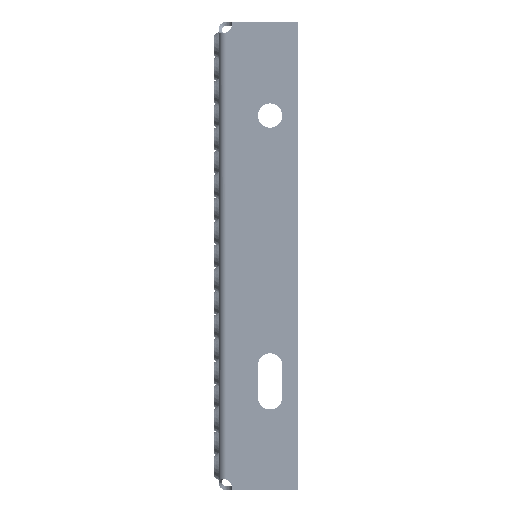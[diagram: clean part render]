
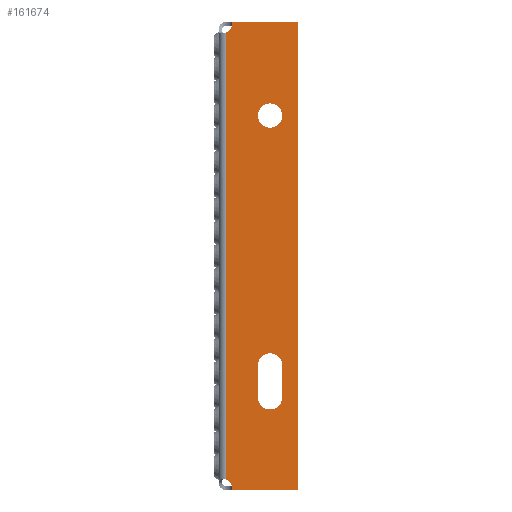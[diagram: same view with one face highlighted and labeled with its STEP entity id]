
A CAD part, left-side view. The second image highlights one B-rep face of the part: STEP entity #161674.
In plain terms, the highlighted planar face has unit normal (-1, 0, 0).
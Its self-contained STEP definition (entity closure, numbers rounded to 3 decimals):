
#1033 = DIRECTION ( 'NONE',  ( 0., -1., 0. ) ) ;
#2986 = CARTESIAN_POINT ( 'NONE',  ( -300., -42.498, 125. ) ) ;
#4633 = CARTESIAN_POINT ( 'NONE',  ( -300., -2.288, -124. ) ) ;
#4778 = EDGE_CURVE ( 'NONE', #25370, #111666, #135448, .T. ) ;
#5461 = CARTESIAN_POINT ( 'NONE',  ( -300., -4., 119.302 ) ) ;
#5570 = VERTEX_POINT ( 'NONE', #29466 ) ;
#7996 = CARTESIAN_POINT ( 'NONE',  ( -300., -7.187, 125. ) ) ;
#9142 = CIRCLE ( 'NONE', #153676, 6.5 ) ;
#11817 = FACE_BOUND ( 'NONE', #111342, .T. ) ;
#12601 = VERTEX_POINT ( 'NONE', #162159 ) ;
#13804 = CARTESIAN_POINT ( 'NONE',  ( -300., -27.498, -75.5 ) ) ;
#14010 = CARTESIAN_POINT ( 'NONE',  ( -300., -20.998, -75.5 ) ) ;
#14349 = AXIS2_PLACEMENT_3D ( 'NONE', #13804, #104817, #26924 ) ;
#15564 = CIRCLE ( 'NONE', #82456, 6.5 ) ;
#15882 = FACE_BOUND ( 'NONE', #60149, .T. ) ;
#16096 = DIRECTION ( 'NONE',  ( 0., 1., 0. ) ) ;
#17738 = PLANE ( 'NONE',  #40631 ) ;
#24384 = EDGE_CURVE ( 'NONE', #38788, #25370, #28674, .T. ) ;
#25370 = VERTEX_POINT ( 'NONE', #116215 ) ;
#25578 = CARTESIAN_POINT ( 'NONE',  ( -300., -7.187, -125. ) ) ;
#26924 = DIRECTION ( 'NONE',  ( 0., -1., 0. ) ) ;
#27898 = ORIENTED_EDGE ( 'NONE', *, *, #82744, .F. ) ;
#28674 = LINE ( 'NONE', #130802, #59203 ) ;
#29241 = EDGE_CURVE ( 'NONE', #42783, #159899, #162343, .T. ) ;
#29466 = CARTESIAN_POINT ( 'NONE',  ( -300., -33.998, 75. ) ) ;
#34011 = DIRECTION ( 'NONE',  ( 0., 0., 1. ) ) ;
#38788 = VERTEX_POINT ( 'NONE', #25578 ) ;
#40631 = AXIS2_PLACEMENT_3D ( 'NONE', #4633, #134977, #56990 ) ;
#41809 = ORIENTED_EDGE ( 'NONE', *, *, #143567, .F. ) ;
#42783 = VERTEX_POINT ( 'NONE', #70565 ) ;
#42838 = ORIENTED_EDGE ( 'NONE', *, *, #4778, .T. ) ;
#45642 = VECTOR ( 'NONE', #66243, 1000. ) ;
#46046 = DIRECTION ( 'NONE',  ( -1., 0., 0. ) ) ;
#48028 = VECTOR ( 'NONE', #16096, 1000. ) ;
#52425 = CARTESIAN_POINT ( 'NONE',  ( -300., -27.498, -58.5 ) ) ;
#54075 = DIRECTION ( 'NONE',  ( 1., 0., 0. ) ) ;
#56206 = ORIENTED_EDGE ( 'NONE', *, *, #163639, .T. ) ;
#56990 = DIRECTION ( 'NONE',  ( 0., 0., 1. ) ) ;
#59203 = VECTOR ( 'NONE', #1033, 1000. ) ;
#60149 = EDGE_LOOP ( 'NONE', ( #120177, #154542, #128211, #117442 ) ) ;
#60227 = DIRECTION ( 'NONE',  ( 0., 0., 1. ) ) ;
#60291 = CARTESIAN_POINT ( 'NONE',  ( -300., -33.998, -58.5 ) ) ;
#61949 = VECTOR ( 'NONE', #60227, 1000. ) ;
#63890 = EDGE_CURVE ( 'NONE', #159899, #161082, #127567, .T. ) ;
#64183 = CIRCLE ( 'NONE', #156894, 5. ) ;
#65342 = EDGE_CURVE ( 'NONE', #12601, #124758, #127074, .T. ) ;
#65481 = DIRECTION ( 'NONE',  ( 0., -1., 0. ) ) ;
#65492 = DIRECTION ( 'NONE',  ( 1., 0., 0. ) ) ;
#66243 = DIRECTION ( 'NONE',  ( 0., 0., -1. ) ) ;
#69960 = DIRECTION ( 'NONE',  ( -1., 0., 0. ) ) ;
#70565 = CARTESIAN_POINT ( 'NONE',  ( -300., -33.998, -75.5 ) ) ;
#70942 = CARTESIAN_POINT ( 'NONE',  ( -300., -33.998, -124. ) ) ;
#72633 = CARTESIAN_POINT ( 'NONE',  ( -300., -42.498, -125. ) ) ;
#75081 = EDGE_CURVE ( 'NONE', #149481, #42783, #105186, .T. ) ;
#75855 = ORIENTED_EDGE ( 'NONE', *, *, #143377, .T. ) ;
#77642 = ORIENTED_EDGE ( 'NONE', *, *, #24384, .T. ) ;
#80192 = LINE ( 'NONE', #118046, #45642 ) ;
#80806 = CARTESIAN_POINT ( 'NONE',  ( -300., -42.498, 125. ) ) ;
#82456 = AXIS2_PLACEMENT_3D ( 'NONE', #123955, #46046, #137090 ) ;
#82744 = EDGE_CURVE ( 'NONE', #5570, #95139, #15564, .T. ) ;
#85414 = CARTESIAN_POINT ( 'NONE',  ( -300., -20.998, -58.5 ) ) ;
#87826 = AXIS2_PLACEMENT_3D ( 'NONE', #52425, #143472, #65481 ) ;
#91736 = ORIENTED_EDGE ( 'NONE', *, *, #65342, .F. ) ;
#95139 = VERTEX_POINT ( 'NONE', #118687 ) ;
#98813 = VERTEX_POINT ( 'NONE', #7996 ) ;
#100800 = VECTOR ( 'NONE', #34011, 1000. ) ;
#104817 = DIRECTION ( 'NONE',  ( -1., 0., 0. ) ) ;
#105186 = CIRCLE ( 'NONE', #14349, 6.5 ) ;
#110151 = DIRECTION ( 'NONE',  ( 0., 0., 1. ) ) ;
#111342 = EDGE_LOOP ( 'NONE', ( #41809, #27898 ) ) ;
#111666 = VERTEX_POINT ( 'NONE', #80806 ) ;
#112512 = CARTESIAN_POINT ( 'NONE',  ( -300., -4., -124. ) ) ;
#115639 = FACE_OUTER_BOUND ( 'NONE', #142721, .T. ) ;
#116215 = CARTESIAN_POINT ( 'NONE',  ( -300., -42.498, -125. ) ) ;
#117442 = ORIENTED_EDGE ( 'NONE', *, *, #164675, .F. ) ;
#118046 = CARTESIAN_POINT ( 'NONE',  ( -300., -20.998, -124. ) ) ;
#118687 = CARTESIAN_POINT ( 'NONE',  ( -300., -20.998, 75. ) ) ;
#120177 = ORIENTED_EDGE ( 'NONE', *, *, #63890, .F. ) ;
#123955 = CARTESIAN_POINT ( 'NONE',  ( -300., -27.498, 75. ) ) ;
#124758 = VERTEX_POINT ( 'NONE', #5461 ) ;
#125369 = LINE ( 'NONE', #2986, #48028 ) ;
#127074 = LINE ( 'NONE', #112512, #61949 ) ;
#127567 = CIRCLE ( 'NONE', #87826, 6.5 ) ;
#127681 = VECTOR ( 'NONE', #110151, 1000. ) ;
#128211 = ORIENTED_EDGE ( 'NONE', *, *, #75081, .F. ) ;
#130802 = CARTESIAN_POINT ( 'NONE',  ( -300., -7.187, -125. ) ) ;
#132075 = CARTESIAN_POINT ( 'NONE',  ( -300., -2.288, -124. ) ) ;
#134977 = DIRECTION ( 'NONE',  ( -1., 0., 0. ) ) ;
#135448 = LINE ( 'NONE', #72633, #100800 ) ;
#137090 = DIRECTION ( 'NONE',  ( 0., -1., 0. ) ) ;
#142721 = EDGE_LOOP ( 'NONE', ( #91736, #56206, #77642, #42838, #163064, #75855 ) ) ;
#143082 = EDGE_CURVE ( 'NONE', #111666, #98813, #125369, .T. ) ;
#143377 = EDGE_CURVE ( 'NONE', #98813, #124758, #64183, .T. ) ;
#143472 = DIRECTION ( 'NONE',  ( -1., 0., 0. ) ) ;
#143484 = CARTESIAN_POINT ( 'NONE',  ( -300., -2.288, 124. ) ) ;
#143567 = EDGE_CURVE ( 'NONE', #95139, #5570, #9142, .T. ) ;
#145168 = DIRECTION ( 'NONE',  ( 0., 0., 1. ) ) ;
#147886 = AXIS2_PLACEMENT_3D ( 'NONE', #132075, #54075, #145168 ) ;
#147979 = CARTESIAN_POINT ( 'NONE',  ( -300., -27.498, 75. ) ) ;
#149481 = VERTEX_POINT ( 'NONE', #14010 ) ;
#153676 = AXIS2_PLACEMENT_3D ( 'NONE', #147979, #69960, #161084 ) ;
#154542 = ORIENTED_EDGE ( 'NONE', *, *, #29241, .F. ) ;
#156595 = DIRECTION ( 'NONE',  ( 0., 0., 1. ) ) ;
#156894 = AXIS2_PLACEMENT_3D ( 'NONE', #143484, #65492, #156595 ) ;
#159899 = VERTEX_POINT ( 'NONE', #60291 ) ;
#161082 = VERTEX_POINT ( 'NONE', #85414 ) ;
#161084 = DIRECTION ( 'NONE',  ( 0., -1., 0. ) ) ;
#161674 = ADVANCED_FACE ( 'NONE', ( #15882, #11817, #115639 ), #17738, .T. ) ;
#162159 = CARTESIAN_POINT ( 'NONE',  ( -300., -4., -119.302 ) ) ;
#162343 = LINE ( 'NONE', #70942, #127681 ) ;
#163064 = ORIENTED_EDGE ( 'NONE', *, *, #143082, .T. ) ;
#163639 = EDGE_CURVE ( 'NONE', #12601, #38788, #166213, .T. ) ;
#164675 = EDGE_CURVE ( 'NONE', #161082, #149481, #80192, .T. ) ;
#166213 = CIRCLE ( 'NONE', #147886, 5. ) ;
